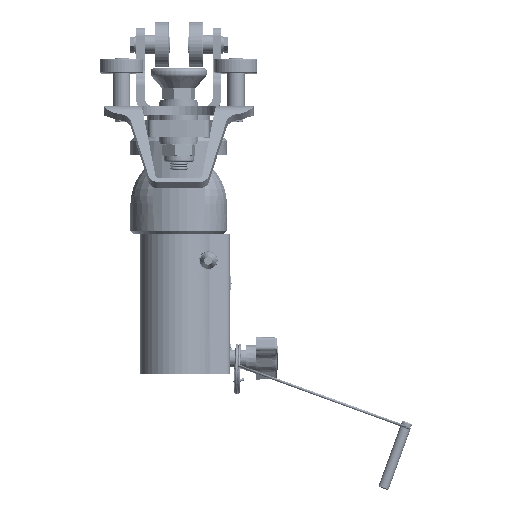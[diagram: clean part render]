
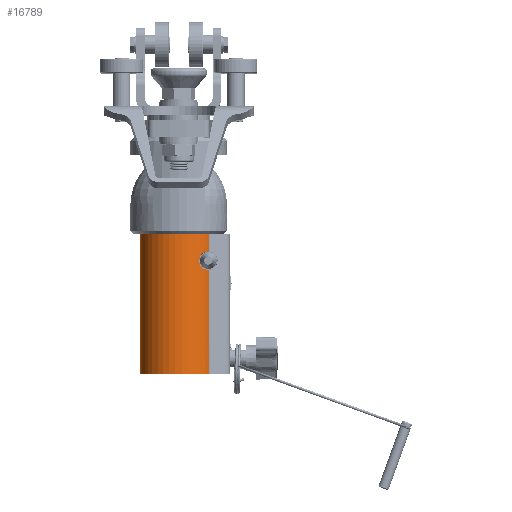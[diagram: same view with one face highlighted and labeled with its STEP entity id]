
A CAD part, top view. The second image highlights one B-rep face of the part: STEP entity #16789.
In plain terms, the highlighted cylindrical face has radius 22 mm (diameter 44 mm), a partial arc.
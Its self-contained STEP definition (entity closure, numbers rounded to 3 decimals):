
#2757 = CARTESIAN_POINT ( 'NONE',  ( 16.946, -17.772, 14.035 ) ) ;
#2977 = ORIENTED_EDGE ( 'NONE', *, *, #5873, .T. ) ;
#3020 = DIRECTION ( 'NONE',  ( 0., -1., 0. ) ) ;
#3056 = CARTESIAN_POINT ( 'NONE',  ( 17.422, -18.215, 13.436 ) ) ;
#3085 = AXIS2_PLACEMENT_3D ( 'NONE', #17367, #35937, #31673 ) ;
#3652 = CARTESIAN_POINT ( 'NONE',  ( 18.554, -20.523, 11.823 ) ) ;
#4311 = CARTESIAN_POINT ( 'NONE',  ( 18.724, -22.25, 11.55 ) ) ;
#4616 = CARTESIAN_POINT ( 'NONE',  ( 17.423, -26.284, 13.434 ) ) ;
#5218 = CARTESIAN_POINT ( 'NONE',  ( 13.575, -27.475, 17.312 ) ) ;
#5522 = CARTESIAN_POINT ( 'NONE',  ( 18.682, -23.126, 11.619 ) ) ;
#5873 = EDGE_CURVE ( 'NONE', #46585, #19553, #34001, .T. ) ;
#7242 = DIRECTION ( 'NONE',  ( 0., 1., 0. ) ) ;
#7468 = CARTESIAN_POINT ( 'NONE',  ( 0., -37.25, 0. ) ) ;
#7598 = CARTESIAN_POINT ( 'NONE',  ( 17.74, -18.609, 13.013 ) ) ;
#8343 = DIRECTION ( 'NONE',  ( 0., 0., -1. ) ) ;
#8840 = LINE ( 'NONE', #36224, #54845 ) ;
#8879 = CARTESIAN_POINT ( 'NONE',  ( 16.949, -26.726, 14.031 ) ) ;
#9168 = CARTESIAN_POINT ( 'NONE',  ( 18.716, -22.692, 11.564 ) ) ;
#9290 = VERTEX_POINT ( 'NONE', #59919 ) ;
#9749 = AXIS2_PLACEMENT_3D ( 'NONE', #7468, #27195, #8343 ) ;
#9758 = CARTESIAN_POINT ( 'NONE',  ( 17.74, -25.89, 13.012 ) ) ;
#11021 = DIRECTION ( 'NONE',  ( 0., -1., 0. ) ) ;
#11284 = CARTESIAN_POINT ( 'NONE',  ( 13.575, -37.25, 17.312 ) ) ;
#11315 = CARTESIAN_POINT ( 'NONE',  ( 13.575, 42.25, 17.312 ) ) ;
#12147 = CARTESIAN_POINT ( 'NONE',  ( 18.691, -21.375, 11.605 ) ) ;
#12444 = CARTESIAN_POINT ( 'NONE',  ( 16.687, -17.598, 14.342 ) ) ;
#13029 = VECTOR ( 'NONE', #3020, 1000. ) ;
#13090 = CYLINDRICAL_SURFACE ( 'NONE', #3085, 22. ) ;
#13183 = VERTEX_POINT ( 'NONE', #25222 ) ;
#13733 = CARTESIAN_POINT ( 'NONE',  ( 14.916, -27.471, 16.178 ) ) ;
#14016 = CARTESIAN_POINT ( 'NONE',  ( 17.639, -26.028, 13.149 ) ) ;
#14320 = CARTESIAN_POINT ( 'NONE',  ( 18.445, -24.366, 11.991 ) ) ;
#14921 = CARTESIAN_POINT ( 'NONE',  ( 18.546, -23.967, 11.834 ) ) ;
#16120 = CARTESIAN_POINT ( 'NONE',  ( 18.256, -19.575, 12.278 ) ) ;
#16411 = CARTESIAN_POINT ( 'NONE',  ( 17.306, -18.096, 13.585 ) ) ;
#16529 = DIRECTION ( 'NONE',  ( 0., -1., 0. ) ) ;
#16712 = CARTESIAN_POINT ( 'NONE',  ( 14.268, -16.972, 16.769 ) ) ;
#16789 = ADVANCED_FACE ( 'NONE', ( #59069 ), #13090, .T. ) ;
#17306 = CARTESIAN_POINT ( 'NONE',  ( 18.724, -22.25, 11.55 ) ) ;
#17367 = CARTESIAN_POINT ( 'NONE',  ( 0., 42.25, 0. ) ) ;
#19315 = EDGE_LOOP ( 'NONE', ( #51051, #34389, #28907, #49903, #2977, #25909, #54903 ) ) ;
#19491 = CARTESIAN_POINT ( 'NONE',  ( 18.387, -24.558, 12.08 ) ) ;
#19553 = VERTEX_POINT ( 'NONE', #29519 ) ;
#21103 = VECTOR ( 'NONE', #11021, 1000. ) ;
#21280 = CARTESIAN_POINT ( 'NONE',  ( 18.181, -19.397, 12.388 ) ) ;
#22099 = EDGE_CURVE ( 'NONE', #34731, #23436, #39300, .T. ) ;
#22337 = CARTESIAN_POINT ( 'NONE',  ( 18.724, -22.25, 11.55 ) ) ;
#23137 = CARTESIAN_POINT ( 'NONE',  ( 13.575, -17.025, 17.312 ) ) ;
#23436 = VERTEX_POINT ( 'NONE', #23137 ) ;
#23465 = CARTESIAN_POINT ( 'NONE',  ( 18.19, -25.109, 12.377 ) ) ;
#25222 = CARTESIAN_POINT ( 'NONE',  ( 0., 42.25, -22. ) ) ;
#25801 = B_SPLINE_CURVE_WITH_KNOTS ( 'NONE', 3,
 ( #48719, #16712, #35877, #44436, #30723, #12444, #2757, #16411, #3056, #39251, #7598, #57817, #26732, #21280, #16120, #45021, #3652, #12147, #34983, #17306 ),
 .UNSPECIFIED., .F., .F.,
 ( 4, 2, 2, 2, 2, 2, 2, 2, 2, 4 ),
 ( 0., 0.003, 0.004, 0.005, 0.006, 0.007, 0.007, 0.008, 0.009, 0.01 ),
 .UNSPECIFIED. ) ;
#25909 = ORIENTED_EDGE ( 'NONE', *, *, #36587, .T. ) ;
#26732 = CARTESIAN_POINT ( 'NONE',  ( 18.018, -19.061, 12.625 ) ) ;
#27195 = DIRECTION ( 'NONE',  ( 0., -1., 0. ) ) ;
#27713 = CARTESIAN_POINT ( 'NONE',  ( 14.261, -27.508, 16.758 ) ) ;
#28020 = CARTESIAN_POINT ( 'NONE',  ( 18.025, -25.448, 12.618 ) ) ;
#28327 = CARTESIAN_POINT ( 'NONE',  ( 13.921, -27.502, 17.041 ) ) ;
#28907 = ORIENTED_EDGE ( 'NONE', *, *, #22099, .T. ) ;
#29519 = CARTESIAN_POINT ( 'NONE',  ( 13.575, -27.475, 17.312 ) ) ;
#30723 = CARTESIAN_POINT ( 'NONE',  ( 16.132, -17.32, 14.964 ) ) ;
#31548 = DIRECTION ( 'NONE',  ( 0., 0., 1. ) ) ;
#31673 = DIRECTION ( 'NONE',  ( 0., 0., -1. ) ) ;
#32297 = EDGE_CURVE ( 'NONE', #23436, #46585, #25801, .T. ) ;
#32883 = CARTESIAN_POINT ( 'NONE',  ( 17.308, -26.402, 13.582 ) ) ;
#34001 = B_SPLINE_CURVE_WITH_KNOTS ( 'NONE', 3,
 ( #4311, #41716, #9168, #5522, #41418, #37765, #14921, #14320, #19491, #23465, #28020, #9758, #14016, #4616, #32883, #8879, #37460, #45989, #56634, #51178, #13733, #27713, #28327, #5218 ),
 .UNSPECIFIED., .F., .F.,
 ( 4, 2, 2, 2, 2, 2, 2, 2, 2, 2, 2, 4 ),
 ( 0.01, 0.011, 0.012, 0.012, 0.013, 0.014, 0.015, 0.016, 0.017, 0.018, 0.02, 0.021 ),
 .UNSPECIFIED. ) ;
#34063 = LINE ( 'NONE', #52670, #13029 ) ;
#34389 = ORIENTED_EDGE ( 'NONE', *, *, #53059, .F. ) ;
#34731 = VERTEX_POINT ( 'NONE', #49724 ) ;
#34983 = CARTESIAN_POINT ( 'NONE',  ( 18.724, -21.809, 11.55 ) ) ;
#35648 = EDGE_CURVE ( 'NONE', #13183, #9290, #34063, .T. ) ;
#35877 = CARTESIAN_POINT ( 'NONE',  ( 14.92, -16.998, 16.191 ) ) ;
#35937 = DIRECTION ( 'NONE',  ( 0., -1., 0. ) ) ;
#36224 = CARTESIAN_POINT ( 'NONE',  ( 13.575, 42.25, 17.312 ) ) ;
#36587 = EDGE_CURVE ( 'NONE', #19553, #47270, #8840, .T. ) ;
#37460 = CARTESIAN_POINT ( 'NONE',  ( 16.69, -26.9, 14.339 ) ) ;
#37765 = CARTESIAN_POINT ( 'NONE',  ( 18.589, -23.759, 11.767 ) ) ;
#37810 = AXIS2_PLACEMENT_3D ( 'NONE', #45249, #7242, #31548 ) ;
#39251 = CARTESIAN_POINT ( 'NONE',  ( 17.638, -18.471, 13.15 ) ) ;
#39300 = LINE ( 'NONE', #11315, #21103 ) ;
#39901 = CIRCLE ( 'NONE', #9749, 22. ) ;
#41418 = CARTESIAN_POINT ( 'NONE',  ( 18.656, -23.34, 11.66 ) ) ;
#41716 = CARTESIAN_POINT ( 'NONE',  ( 18.724, -22.47, 11.55 ) ) ;
#44436 = CARTESIAN_POINT ( 'NONE',  ( 15.835, -17.215, 15.279 ) ) ;
#45021 = CARTESIAN_POINT ( 'NONE',  ( 18.454, -20.127, 11.98 ) ) ;
#45249 = CARTESIAN_POINT ( 'NONE',  ( 0., 42.25, 0. ) ) ;
#45380 = EDGE_CURVE ( 'NONE', #9290, #47270, #39901, .T. ) ;
#45989 = CARTESIAN_POINT ( 'NONE',  ( 16.134, -27.18, 14.962 ) ) ;
#46585 = VERTEX_POINT ( 'NONE', #22337 ) ;
#46586 = CIRCLE ( 'NONE', #37810, 22. ) ;
#47270 = VERTEX_POINT ( 'NONE', #11284 ) ;
#48719 = CARTESIAN_POINT ( 'NONE',  ( 13.575, -17.025, 17.312 ) ) ;
#49724 = CARTESIAN_POINT ( 'NONE',  ( 13.575, 42.25, 17.312 ) ) ;
#49903 = ORIENTED_EDGE ( 'NONE', *, *, #32297, .T. ) ;
#51051 = ORIENTED_EDGE ( 'NONE', *, *, #35648, .F. ) ;
#51178 = CARTESIAN_POINT ( 'NONE',  ( 15.231, -27.428, 15.88 ) ) ;
#52670 = CARTESIAN_POINT ( 'NONE',  ( 0., 42.25, -22. ) ) ;
#53059 = EDGE_CURVE ( 'NONE', #34731, #13183, #46586, .T. ) ;
#54845 = VECTOR ( 'NONE', #16529, 1000. ) ;
#54903 = ORIENTED_EDGE ( 'NONE', *, *, #45380, .F. ) ;
#56634 = CARTESIAN_POINT ( 'NONE',  ( 15.84, -27.283, 15.274 ) ) ;
#57817 = CARTESIAN_POINT ( 'NONE',  ( 17.929, -18.904, 12.75 ) ) ;
#59069 = FACE_OUTER_BOUND ( 'NONE', #19315, .T. ) ;
#59919 = CARTESIAN_POINT ( 'NONE',  ( 0., -37.25, -22. ) ) ;
